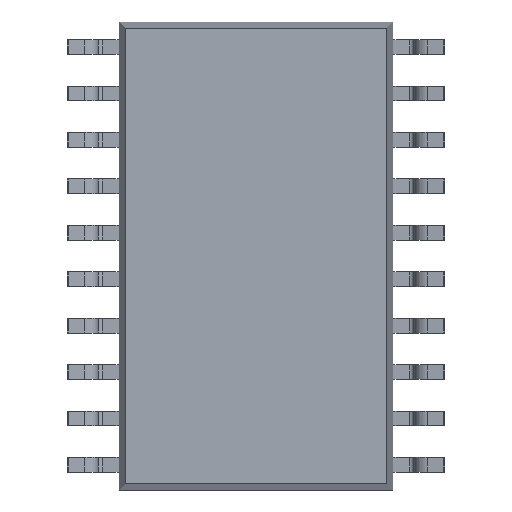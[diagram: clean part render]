
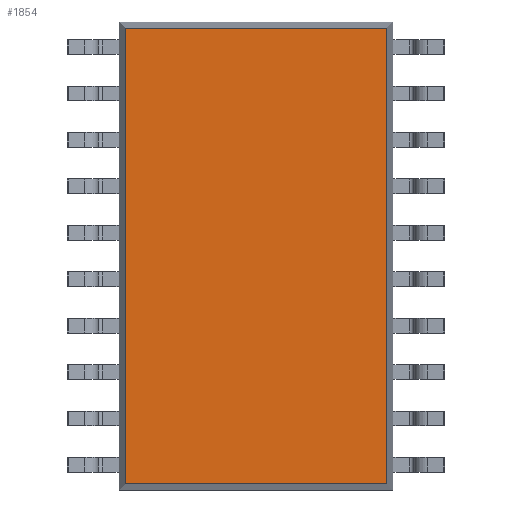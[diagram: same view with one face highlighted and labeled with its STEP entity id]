
A CAD part, front view. The second image highlights one B-rep face of the part: STEP entity #1854.
In plain terms, the highlighted planar face has unit normal (0, -1, 0).
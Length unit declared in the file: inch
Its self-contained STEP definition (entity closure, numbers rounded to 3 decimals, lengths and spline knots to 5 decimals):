
#279 = CARTESIAN_POINT ( 'NONE',  ( 0.14093, 0.012, 0. ) ) ;
#358 = DIRECTION ( 'NONE',  ( 1., 0., 0. ) ) ;
#367 = LINE ( 'NONE', #8270, #4509 ) ;
#412 = DIRECTION ( 'NONE',  ( 0., 0., -1. ) ) ;
#1353 = CARTESIAN_POINT ( 'NONE',  ( -0.14093, 0.012, -0.24543 ) ) ;
#1444 = DIRECTION ( 'NONE',  ( -1., 0., 0. ) ) ;
#1725 = DIRECTION ( 'NONE',  ( 0., -1., 0. ) ) ;
#1854 = ADVANCED_FACE ( 'NONE', ( #8271 ), #3175, .T. ) ;
#2047 = VERTEX_POINT ( 'NONE', #1353 ) ;
#2336 = AXIS2_PLACEMENT_3D ( 'NONE', #8357, #1725, #6798 ) ;
#2716 = VECTOR ( 'NONE', #1444, 39.37008 ) ;
#2999 = VECTOR ( 'NONE', #8088, 39.37008 ) ;
#3145 = CARTESIAN_POINT ( 'NONE',  ( 0.14093, 0.012, 0.24543 ) ) ;
#3175 = PLANE ( 'NONE',  #2336 ) ;
#3240 = EDGE_CURVE ( 'NONE', #5663, #6442, #5612, .T. ) ;
#3259 = ORIENTED_EDGE ( 'NONE', *, *, #4557, .T. ) ;
#4025 = LINE ( 'NONE', #8957, #7910 ) ;
#4169 = ORIENTED_EDGE ( 'NONE', *, *, #9010, .T. ) ;
#4509 = VECTOR ( 'NONE', #412, 39.37008 ) ;
#4557 = EDGE_CURVE ( 'NONE', #2047, #6990, #4025, .T. ) ;
#4956 = CARTESIAN_POINT ( 'NONE',  ( 0., 0.012, 0.24543 ) ) ;
#5612 = LINE ( 'NONE', #4956, #2716 ) ;
#5663 = VERTEX_POINT ( 'NONE', #3145 ) ;
#5968 = ORIENTED_EDGE ( 'NONE', *, *, #3240, .T. ) ;
#6442 = VERTEX_POINT ( 'NONE', #7190 ) ;
#6798 = DIRECTION ( 'NONE',  ( 0., 0., -1. ) ) ;
#6990 = VERTEX_POINT ( 'NONE', #8570 ) ;
#7190 = CARTESIAN_POINT ( 'NONE',  ( -0.14093, 0.012, 0.24543 ) ) ;
#7198 = ORIENTED_EDGE ( 'NONE', *, *, #8834, .T. ) ;
#7520 = EDGE_LOOP ( 'NONE', ( #4169, #3259, #7198, #5968 ) ) ;
#7910 = VECTOR ( 'NONE', #358, 39.37008 ) ;
#8088 = DIRECTION ( 'NONE',  ( 0., 0., 1. ) ) ;
#8270 = CARTESIAN_POINT ( 'NONE',  ( -0.14093, 0.012, 0. ) ) ;
#8271 = FACE_OUTER_BOUND ( 'NONE', #7520, .T. ) ;
#8357 = CARTESIAN_POINT ( 'NONE',  ( 0., 0.012, 0. ) ) ;
#8570 = CARTESIAN_POINT ( 'NONE',  ( 0.14093, 0.012, -0.24543 ) ) ;
#8737 = LINE ( 'NONE', #279, #2999 ) ;
#8834 = EDGE_CURVE ( 'NONE', #6990, #5663, #8737, .T. ) ;
#8957 = CARTESIAN_POINT ( 'NONE',  ( 0., 0.012, -0.24543 ) ) ;
#9010 = EDGE_CURVE ( 'NONE', #6442, #2047, #367, .T. ) ;
